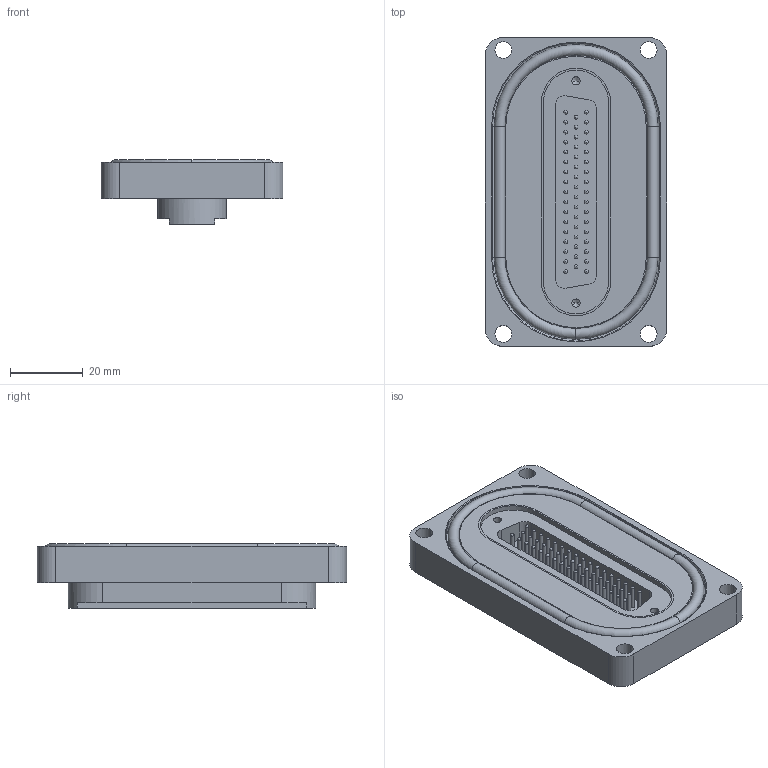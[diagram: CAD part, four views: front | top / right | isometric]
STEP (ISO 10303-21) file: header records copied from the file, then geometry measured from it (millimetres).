
FILE_DESCRIPTION (( 'STEP AP214' ), '1' );
FILE_NAME ('215-BP-D50-HC.STEP', '2019-03-22T10:06:03', ( 'allectra' ), ( 'Microsoft' ), 'SwSTEP 2.0', 'SolidWorks 2014', '' );
FILE_SCHEMA (( 'AUTOMOTIVE_DESIGN' ));
Length unit declared in the file: millimetre
Products named in the file (6): 215-BP-D50-HC; 370-VIT-61X3_BP-Flange; 218-D50-SS-HC_218-D50-SS-HC; 9210-PIN-FENI_Pin vergoldet; 9218-D50-SS_50pin 1mm beschr. HC; 9215-BP-1_9215-BP-D50
Assembly tree (54 placements, depth 3):
  215-BP-D50-HC
    9215-BP-1_9215-BP-D50
    218-D50-SS-HC_218-D50-SS-HC
      9218-D50-SS_50pin 1mm beschr. HC
      9210-PIN-FENI_Pin vergoldet  x50
    370-VIT-61X3_BP-Flange
Bounding box: 50 x 85 x 17.73 mm (x, y, z)
Volume: 40755.5 mm3; surface area: 23380.6 mm2
Topology: 53 solids, 53 shells, 626 faces, 1754 edges, 1154 vertices
Faces by surface type: cylinder 294, plane 177, sphere 100, bspline 33, torus 14, cone 8
Entity records: 15966 total; most frequent: CARTESIAN_POINT 4159, DIRECTION 2408, ORIENTED_EDGE 2304, EDGE_CURVE 1152, AXIS2_PLACEMENT_3D 867, VERTEX_POINT 758, VECTOR 674, LINE 674
